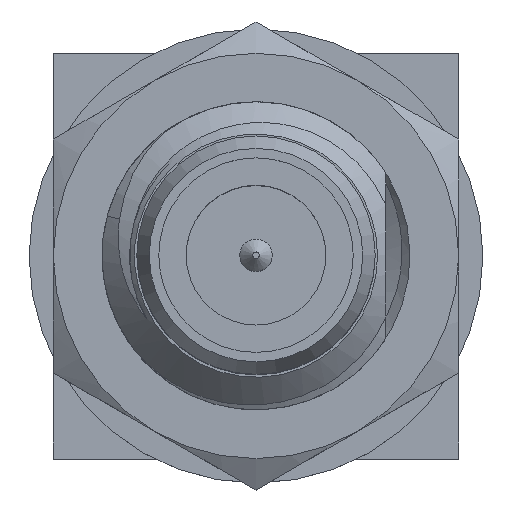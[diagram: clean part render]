
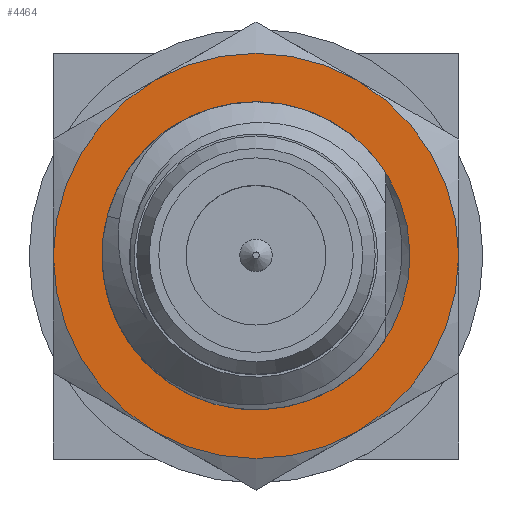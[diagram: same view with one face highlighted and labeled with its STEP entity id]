
A CAD part, top view. The second image highlights one B-rep face of the part: STEP entity #4464.
In plain terms, the highlighted planar face has unit normal (0, 0, 1).
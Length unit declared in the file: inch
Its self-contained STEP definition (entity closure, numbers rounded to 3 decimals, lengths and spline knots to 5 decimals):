
#377 = CARTESIAN_POINT ( 'NONE',  ( 0.0625, 0.10825, 0.155 ) ) ;
#412 = AXIS2_PLACEMENT_3D ( 'NONE', #1314, #2383, #3912 ) ;
#448 = ORIENTED_EDGE ( 'NONE', *, *, #5449, .T. ) ;
#616 = CIRCLE ( 'NONE', #961, 0.095 ) ;
#626 = AXIS2_PLACEMENT_3D ( 'NONE', #5846, #2611, #3663 ) ;
#670 = CARTESIAN_POINT ( 'NONE',  ( 0.125, 0., 0.155 ) ) ;
#739 = CIRCLE ( 'NONE', #6092, 0.125 ) ;
#788 = EDGE_CURVE ( 'NONE', #2199, #1833, #2767, .T. ) ;
#832 = VERTEX_POINT ( 'NONE', #6619 ) ;
#845 = CARTESIAN_POINT ( 'NONE',  ( 0., 0., 0.155 ) ) ;
#881 = DIRECTION ( 'NONE',  ( 0., 0., 1. ) ) ;
#961 = AXIS2_PLACEMENT_3D ( 'NONE', #2487, #6869, #4696 ) ;
#1173 = CARTESIAN_POINT ( 'NONE',  ( -0.06718, 0.06718, 0.155 ) ) ;
#1314 = CARTESIAN_POINT ( 'NONE',  ( 0., 0., 0.155 ) ) ;
#1650 = CARTESIAN_POINT ( 'NONE',  ( 0., 0., 0.155 ) ) ;
#1713 = VERTEX_POINT ( 'NONE', #4966 ) ;
#1833 = VERTEX_POINT ( 'NONE', #2974 ) ;
#1875 = AXIS2_PLACEMENT_3D ( 'NONE', #6067, #3293, #6543 ) ;
#2199 = VERTEX_POINT ( 'NONE', #377 ) ;
#2330 = ORIENTED_EDGE ( 'NONE', *, *, #5704, .T. ) ;
#2336 = AXIS2_PLACEMENT_3D ( 'NONE', #5265, #881, #5297 ) ;
#2383 = DIRECTION ( 'NONE',  ( 0., 0., 1. ) ) ;
#2411 = FACE_BOUND ( 'NONE', #2578, .T. ) ;
#2487 = CARTESIAN_POINT ( 'NONE',  ( 0., 0., 0.155 ) ) ;
#2556 = VERTEX_POINT ( 'NONE', #5919 ) ;
#2578 = EDGE_LOOP ( 'NONE', ( #2903, #4070 ) ) ;
#2611 = DIRECTION ( 'NONE',  ( 0., 0., 1. ) ) ;
#2683 = ORIENTED_EDGE ( 'NONE', *, *, #788, .T. ) ;
#2699 = AXIS2_PLACEMENT_3D ( 'NONE', #845, #5201, #3475 ) ;
#2767 = CIRCLE ( 'NONE', #4933, 0.125 ) ;
#2903 = ORIENTED_EDGE ( 'NONE', *, *, #3078, .F. ) ;
#2974 = CARTESIAN_POINT ( 'NONE',  ( -0.0625, 0.10825, 0.155 ) ) ;
#3078 = EDGE_CURVE ( 'NONE', #1713, #4155, #616, .T. ) ;
#3261 = EDGE_CURVE ( 'NONE', #4155, #1713, #5965, .T. ) ;
#3293 = DIRECTION ( 'NONE',  ( 0., 0., 1. ) ) ;
#3336 = ORIENTED_EDGE ( 'NONE', *, *, #6001, .T. ) ;
#3340 = EDGE_CURVE ( 'NONE', #4217, #832, #4607, .T. ) ;
#3475 = DIRECTION ( 'NONE',  ( 0., -1., 0. ) ) ;
#3663 = DIRECTION ( 'NONE',  ( 0., -1., 0. ) ) ;
#3829 = CIRCLE ( 'NONE', #626, 0.125 ) ;
#3912 = DIRECTION ( 'NONE',  ( 0., -1., 0. ) ) ;
#3928 = DIRECTION ( 'NONE',  ( 0., 0., 1. ) ) ;
#4070 = ORIENTED_EDGE ( 'NONE', *, *, #3261, .F. ) ;
#4076 = EDGE_CURVE ( 'NONE', #2556, #4217, #739, .T. ) ;
#4139 = VERTEX_POINT ( 'NONE', #670 ) ;
#4155 = VERTEX_POINT ( 'NONE', #1173 ) ;
#4217 = VERTEX_POINT ( 'NONE', #5624 ) ;
#4310 = DIRECTION ( 'NONE',  ( 0., -1., 0. ) ) ;
#4358 = ORIENTED_EDGE ( 'NONE', *, *, #4076, .T. ) ;
#4464 = ADVANCED_FACE ( 'NONE', ( #2411, #4582 ), #6766, .T. ) ;
#4484 = DIRECTION ( 'NONE',  ( 0., -1., 0. ) ) ;
#4582 = FACE_OUTER_BOUND ( 'NONE', #6213, .T. ) ;
#4607 = CIRCLE ( 'NONE', #1875, 0.125 ) ;
#4696 = DIRECTION ( 'NONE',  ( 0., -1., 0. ) ) ;
#4933 = AXIS2_PLACEMENT_3D ( 'NONE', #7028, #5378, #4310 ) ;
#4966 = CARTESIAN_POINT ( 'NONE',  ( 0., 0.095, 0.155 ) ) ;
#5201 = DIRECTION ( 'NONE',  ( 0., 0., 1. ) ) ;
#5265 = CARTESIAN_POINT ( 'NONE',  ( -0.125, 0.07217, 0.155 ) ) ;
#5297 = DIRECTION ( 'NONE',  ( 1., 0., 0. ) ) ;
#5378 = DIRECTION ( 'NONE',  ( 0., 0., 1. ) ) ;
#5449 = EDGE_CURVE ( 'NONE', #1833, #2556, #5766, .T. ) ;
#5464 = DIRECTION ( 'NONE',  ( 0., -1., 0. ) ) ;
#5624 = CARTESIAN_POINT ( 'NONE',  ( -0.0625, -0.10825, 0.155 ) ) ;
#5704 = EDGE_CURVE ( 'NONE', #4139, #2199, #3829, .T. ) ;
#5711 = ORIENTED_EDGE ( 'NONE', *, *, #3340, .T. ) ;
#5766 = CIRCLE ( 'NONE', #2699, 0.125 ) ;
#5846 = CARTESIAN_POINT ( 'NONE',  ( 0., 0., 0.155 ) ) ;
#5919 = CARTESIAN_POINT ( 'NONE',  ( -0.125, 0., 0.155 ) ) ;
#5965 = CIRCLE ( 'NONE', #6312, 0.095 ) ;
#6001 = EDGE_CURVE ( 'NONE', #832, #4139, #6559, .T. ) ;
#6054 = CARTESIAN_POINT ( 'NONE',  ( 0., 0., 0.155 ) ) ;
#6067 = CARTESIAN_POINT ( 'NONE',  ( 0., 0., 0.155 ) ) ;
#6092 = AXIS2_PLACEMENT_3D ( 'NONE', #6054, #6669, #4484 ) ;
#6213 = EDGE_LOOP ( 'NONE', ( #5711, #3336, #2330, #2683, #448, #4358 ) ) ;
#6312 = AXIS2_PLACEMENT_3D ( 'NONE', #1650, #3928, #5464 ) ;
#6543 = DIRECTION ( 'NONE',  ( 0., -1., 0. ) ) ;
#6559 = CIRCLE ( 'NONE', #412, 0.125 ) ;
#6619 = CARTESIAN_POINT ( 'NONE',  ( 0.0625, -0.10825, 0.155 ) ) ;
#6669 = DIRECTION ( 'NONE',  ( 0., 0., 1. ) ) ;
#6766 = PLANE ( 'NONE',  #2336 ) ;
#6869 = DIRECTION ( 'NONE',  ( 0., 0., 1. ) ) ;
#7028 = CARTESIAN_POINT ( 'NONE',  ( 0., 0., 0.155 ) ) ;
